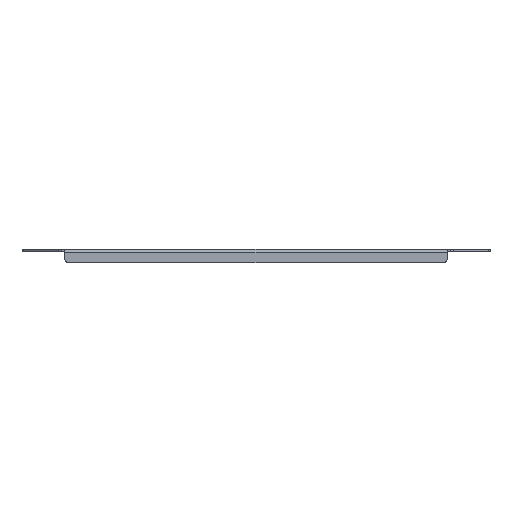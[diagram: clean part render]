
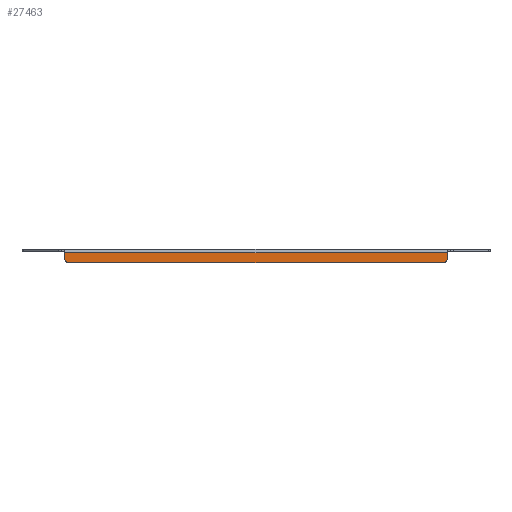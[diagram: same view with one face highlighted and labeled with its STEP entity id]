
A CAD part, front view. The second image highlights one B-rep face of the part: STEP entity #27463.
In plain terms, the highlighted planar face has unit normal (0, -1, 0).
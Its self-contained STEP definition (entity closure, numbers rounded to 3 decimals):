
#109 = ORIENTED_EDGE ( 'NONE', *, *, #27351, .T. ) ;
#868 = DIRECTION ( 'NONE',  ( 0., -1., 0. ) ) ;
#2545 = PLANE ( 'NONE',  #5926 ) ;
#3547 = CARTESIAN_POINT ( 'NONE',  ( -143., -125., -5. ) ) ;
#4108 = CARTESIAN_POINT ( 'NONE',  ( -143., -125., -8. ) ) ;
#4946 = CARTESIAN_POINT ( 'NONE',  ( 143., -125., -0.5 ) ) ;
#5106 = EDGE_CURVE ( 'NONE', #22285, #8237, #15734, .T. ) ;
#5247 = DIRECTION ( 'NONE',  ( 0., 1., 0. ) ) ;
#5659 = CARTESIAN_POINT ( 'NONE',  ( -140., -125., -5. ) ) ;
#5926 = AXIS2_PLACEMENT_3D ( 'NONE', #20709, #5247, #27512 ) ;
#7740 = LINE ( 'NONE', #4108, #25968 ) ;
#8237 = VERTEX_POINT ( 'NONE', #45264 ) ;
#8482 = DIRECTION ( 'NONE',  ( 0., 0., -1. ) ) ;
#9972 = CARTESIAN_POINT ( 'NONE',  ( -143., -125., -0.5 ) ) ;
#10734 = CARTESIAN_POINT ( 'NONE',  ( -143., -125., -0.5 ) ) ;
#12796 = ORIENTED_EDGE ( 'NONE', *, *, #20443, .T. ) ;
#12945 = VECTOR ( 'NONE', #14000, 1000. ) ;
#14000 = DIRECTION ( 'NONE',  ( 0., 0., -1. ) ) ;
#14713 = VECTOR ( 'NONE', #25503, 1000. ) ;
#15734 = LINE ( 'NONE', #15981, #28819 ) ;
#15981 = CARTESIAN_POINT ( 'NONE',  ( 143., -125., 2. ) ) ;
#17585 = EDGE_CURVE ( 'NONE', #30515, #28563, #36007, .T. ) ;
#17760 = LINE ( 'NONE', #10734, #14713 ) ;
#18436 = ORIENTED_EDGE ( 'NONE', *, *, #29663, .T. ) ;
#18800 = DIRECTION ( 'NONE',  ( -1., 0., 0. ) ) ;
#20171 = DIRECTION ( 'NONE',  ( 0., -1., 0. ) ) ;
#20443 = EDGE_CURVE ( 'NONE', #45165, #32020, #7740, .T. ) ;
#20709 = CARTESIAN_POINT ( 'NONE',  ( -143., -125., 2. ) ) ;
#22285 = VERTEX_POINT ( 'NONE', #4946 ) ;
#23221 = DIRECTION ( 'NONE',  ( 1., 0., 0. ) ) ;
#23614 = CARTESIAN_POINT ( 'NONE',  ( 140., -125., -8. ) ) ;
#24476 = AXIS2_PLACEMENT_3D ( 'NONE', #37187, #868, #18800 ) ;
#25503 = DIRECTION ( 'NONE',  ( -1., 0., 0. ) ) ;
#25968 = VECTOR ( 'NONE', #23221, 1000. ) ;
#26273 = CIRCLE ( 'NONE', #34776, 3. ) ;
#27351 = EDGE_CURVE ( 'NONE', #32020, #8237, #36827, .T. ) ;
#27463 = ADVANCED_FACE ( 'NONE', ( #38641 ), #2545, .F. ) ;
#27512 = DIRECTION ( 'NONE',  ( -1., 0., 0. ) ) ;
#28000 = EDGE_CURVE ( 'NONE', #28563, #45165, #26273, .T. ) ;
#28335 = CARTESIAN_POINT ( 'NONE',  ( -140., -125., -8. ) ) ;
#28563 = VERTEX_POINT ( 'NONE', #3547 ) ;
#28819 = VECTOR ( 'NONE', #8482, 1000. ) ;
#29663 = EDGE_CURVE ( 'NONE', #22285, #30515, #17760, .T. ) ;
#30515 = VERTEX_POINT ( 'NONE', #9972 ) ;
#32020 = VERTEX_POINT ( 'NONE', #23614 ) ;
#32725 = ORIENTED_EDGE ( 'NONE', *, *, #17585, .T. ) ;
#34776 = AXIS2_PLACEMENT_3D ( 'NONE', #5659, #20171, #38825 ) ;
#36007 = LINE ( 'NONE', #36727, #12945 ) ;
#36727 = CARTESIAN_POINT ( 'NONE',  ( -143., -125., 2. ) ) ;
#36827 = CIRCLE ( 'NONE', #24476, 3. ) ;
#37187 = CARTESIAN_POINT ( 'NONE',  ( 140., -125., -5. ) ) ;
#38641 = FACE_OUTER_BOUND ( 'NONE', #42086, .T. ) ;
#38825 = DIRECTION ( 'NONE',  ( -1., 0., 0. ) ) ;
#40413 = ORIENTED_EDGE ( 'NONE', *, *, #28000, .T. ) ;
#42086 = EDGE_LOOP ( 'NONE', ( #43174, #18436, #32725, #40413, #12796, #109 ) ) ;
#43174 = ORIENTED_EDGE ( 'NONE', *, *, #5106, .F. ) ;
#45165 = VERTEX_POINT ( 'NONE', #28335 ) ;
#45264 = CARTESIAN_POINT ( 'NONE',  ( 143., -125., -5. ) ) ;
